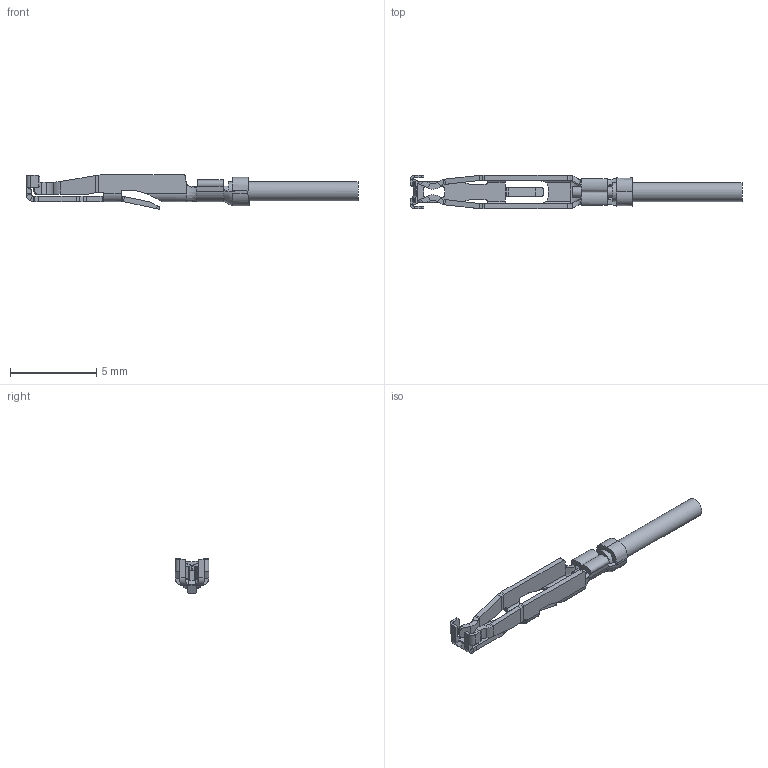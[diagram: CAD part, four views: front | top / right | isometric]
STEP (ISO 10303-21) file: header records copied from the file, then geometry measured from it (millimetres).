
FILE_DESCRIPTION( ('This file contains a STEP AP42 implementation' ,'as created by ZW3D STEP Interface translator.') ,'2;1' );
FILE_NAME( '3915-4TD3XX0X.stp' ,'23 9 5. 84233', (''), ('ZWCAD Software Co.'), 'Version 1.0', 'ZW3D to STEP translator', '' );
FILE_SCHEMA(('AUTOMOTIVE_DESIGN { 1 0 10303 214 1 1 1 1 }'));
Length unit declared in the file: millimetre
Products named in the file (2): 0; F-TER-24-26AWG3
Bounding box: 19.2 x 1.95 x 1.99 mm (x, y, z)
Surface area: 132.3 mm2 (no closed solid volume)
Topology: 0 solids, 1 shells, 292 faces, 774 edges, 476 vertices
Faces by surface type: plane 135, cylinder 86, bspline 71
Full cylindrical faces by diameter (mm): 0.6 x1, 1.1 x1
Entity records: 10612 total; most frequent: CARTESIAN_POINT 3438, ORIENTED_EDGE 1556, DIRECTION 1222, EDGE_CURVE 778, VERTEX_POINT 485, VECTOR 480, LINE 480, AXIS2_PLACEMENT_3D 371
